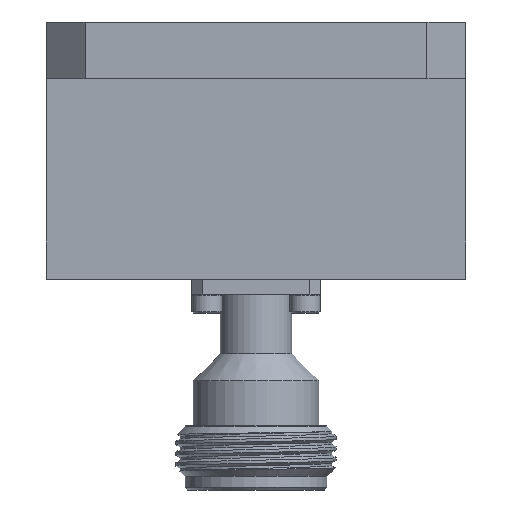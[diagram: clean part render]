
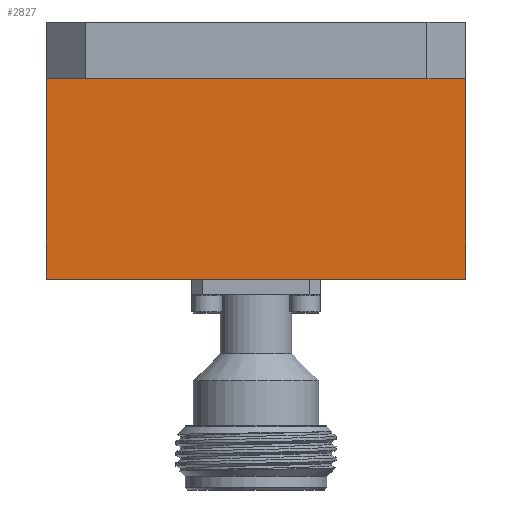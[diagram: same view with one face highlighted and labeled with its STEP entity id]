
A CAD part, front view. The second image highlights one B-rep face of the part: STEP entity #2827.
In plain terms, the highlighted planar face has unit normal (0, -1, 0).
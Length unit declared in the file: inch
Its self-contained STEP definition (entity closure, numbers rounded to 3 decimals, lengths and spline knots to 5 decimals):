
#105 = DIRECTION ( 'NONE',  ( 0., 0., 1. ) ) ;
#108 = CARTESIAN_POINT ( 'NONE',  ( 0., -0.375, -0.22 ) ) ;
#194 = DIRECTION ( 'NONE',  ( 1., 0., 0. ) ) ;
#452 = VECTOR ( 'NONE', #194, 39.37008 ) ;
#663 = VERTEX_POINT ( 'NONE', #3420 ) ;
#677 = EDGE_CURVE ( 'NONE', #663, #3985, #994, .T. ) ;
#832 = CARTESIAN_POINT ( 'NONE',  ( 0.815, -0.375, -1. ) ) ;
#911 = VERTEX_POINT ( 'NONE', #1309 ) ;
#912 = ORIENTED_EDGE ( 'NONE', *, *, #2743, .T. ) ;
#994 = LINE ( 'NONE', #2296, #452 ) ;
#1170 = DIRECTION ( 'NONE',  ( 0., 0., 1. ) ) ;
#1309 = CARTESIAN_POINT ( 'NONE',  ( 0.815, -0.375, -0.22 ) ) ;
#1640 = LINE ( 'NONE', #4928, #4401 ) ;
#1674 = FACE_OUTER_BOUND ( 'NONE', #3203, .T. ) ;
#1696 = EDGE_CURVE ( 'NONE', #663, #4624, #1640, .T. ) ;
#1715 = CARTESIAN_POINT ( 'NONE',  ( 0.815, -0.375, -1. ) ) ;
#2179 = LINE ( 'NONE', #108, #4500 ) ;
#2296 = CARTESIAN_POINT ( 'NONE',  ( -0.815, -0.375, -1. ) ) ;
#2382 = CARTESIAN_POINT ( 'NONE',  ( -0.815, -0.375, -0.22 ) ) ;
#2419 = VECTOR ( 'NONE', #105, 39.37008 ) ;
#2743 = EDGE_CURVE ( 'NONE', #3985, #911, #3865, .T. ) ;
#2827 = ADVANCED_FACE ( 'NONE', ( #1674 ), #4550, .T. ) ;
#2883 = DIRECTION ( 'NONE',  ( 0., 0., -1. ) ) ;
#2910 = ORIENTED_EDGE ( 'NONE', *, *, #677, .T. ) ;
#3203 = EDGE_LOOP ( 'NONE', ( #912, #3456, #4086, #2910 ) ) ;
#3284 = DIRECTION ( 'NONE',  ( 0., -1., 0. ) ) ;
#3285 = AXIS2_PLACEMENT_3D ( 'NONE', #3365, #3284, #2883 ) ;
#3365 = CARTESIAN_POINT ( 'NONE',  ( -0.815, -0.375, -1. ) ) ;
#3411 = DIRECTION ( 'NONE',  ( -1., 0., 0. ) ) ;
#3420 = CARTESIAN_POINT ( 'NONE',  ( -0.815, -0.375, -1. ) ) ;
#3456 = ORIENTED_EDGE ( 'NONE', *, *, #4452, .T. ) ;
#3865 = LINE ( 'NONE', #1715, #2419 ) ;
#3985 = VERTEX_POINT ( 'NONE', #832 ) ;
#4086 = ORIENTED_EDGE ( 'NONE', *, *, #1696, .F. ) ;
#4401 = VECTOR ( 'NONE', #1170, 39.37008 ) ;
#4452 = EDGE_CURVE ( 'NONE', #911, #4624, #2179, .T. ) ;
#4500 = VECTOR ( 'NONE', #3411, 39.37008 ) ;
#4550 = PLANE ( 'NONE',  #3285 ) ;
#4624 = VERTEX_POINT ( 'NONE', #2382 ) ;
#4928 = CARTESIAN_POINT ( 'NONE',  ( -0.815, -0.375, -1. ) ) ;
